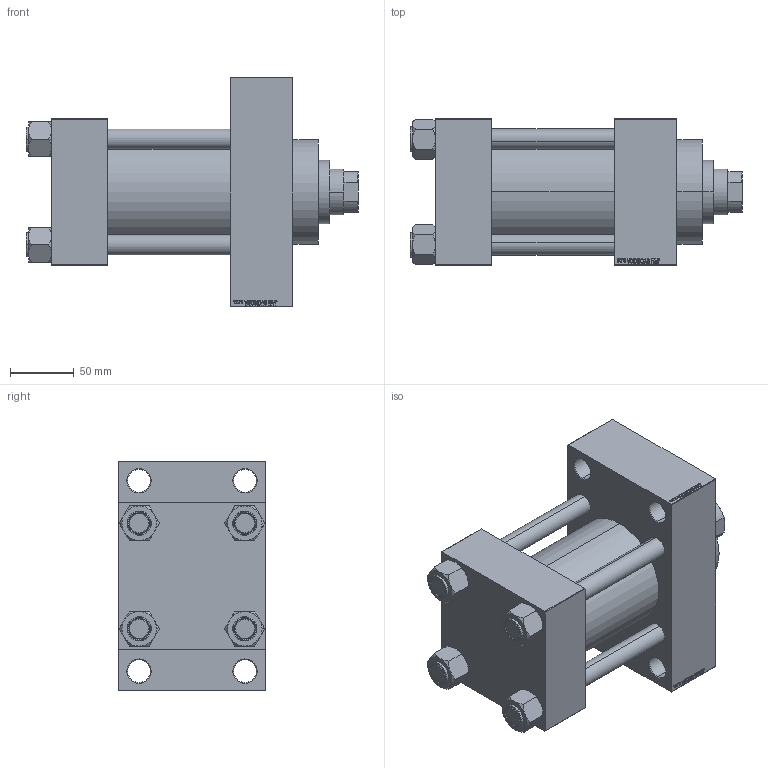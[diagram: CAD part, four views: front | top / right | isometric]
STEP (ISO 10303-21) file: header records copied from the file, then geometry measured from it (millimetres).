
FILE_DESCRIPTION (( 'STEP AP203' ), '1' );
FILE_NAME ('a497.STEP', '2024-04-03T07:03:41', ( '' ), ( '' ), 'SwSTEP 2.0', 'SolidWorks 2019', '' );
FILE_SCHEMA (( 'CONFIG_CONTROL_DESIGN' ));
Length unit declared in the file: millimetre
Products named in the file (6): V215CR_D_TYCINKA 27bf668afc92c87c138e428790df46bd; a497; V215CR_VCP_D 27bf668afc92c87c138e428790df46bd; NUT_M5_D 27bf668afc92c87c138e428790df46bd; V215CR_D_Body 27bf668afc92c87c138e428790df46bd; V215_VC_A 27bf668afc92c87c138e428790df46bd
Assembly tree (11 placements, depth 2):
  a497
    V215CR_D_Body 27bf668afc92c87c138e428790df46bd
    V215CR_VCP_D 27bf668afc92c87c138e428790df46bd
    NUT_M5_D 27bf668afc92c87c138e428790df46bd  x4
    V215CR_D_TYCINKA 27bf668afc92c87c138e428790df46bd  x4
    V215_VC_A 27bf668afc92c87c138e428790df46bd
Bounding box: 260 x 115 x 180 mm (x, y, z)
Volume: 2075191.5 mm3; surface area: 318973.3 mm2
Topology: 11 solids, 11 shells, 1152 faces, 2904 edges, 1885 vertices
Faces by surface type: plane 545, bspline 368, cone 142, cylinder 89, torus 8
Entity records: 47699 total; most frequent: CARTESIAN_POINT 25187, ORIENTED_EDGE 5072, DIRECTION 3274, EDGE_CURVE 2536, VERTEX_POINT 1663, VECTOR 1528, LINE 1528, EDGE_LOOP 1127
